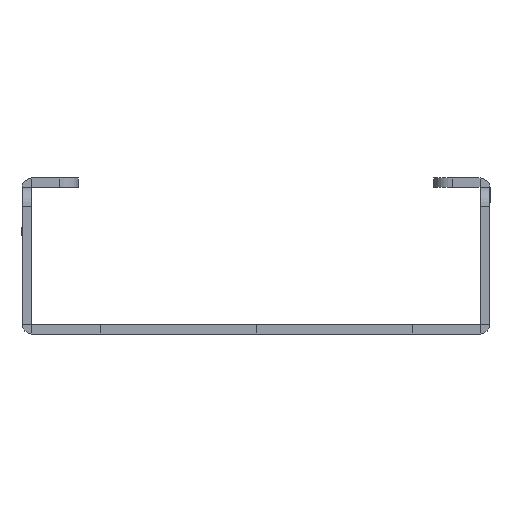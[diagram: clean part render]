
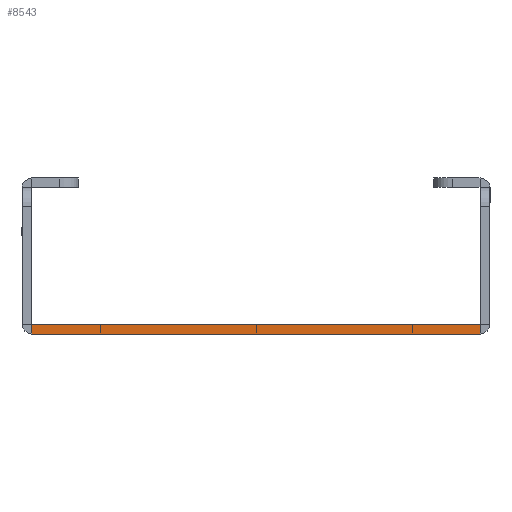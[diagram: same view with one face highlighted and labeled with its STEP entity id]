
A CAD part, left-side view. The second image highlights one B-rep face of the part: STEP entity #8543.
In plain terms, the highlighted planar face has unit normal (-1, 0, 0).
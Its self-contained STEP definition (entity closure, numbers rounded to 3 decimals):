
#1551 = VERTEX_POINT ( 'NONE', #9572 ) ;
#1552 = VERTEX_POINT ( 'NONE', #9573 ) ;
#5725 = AXIS2_PLACEMENT_3D ( 'NONE', #21759, #21769, #21770 ) ;
#6848 = EDGE_CURVE ( 'NONE', #1552, #1551, #14104, .T. ) ;
#8543 = ADVANCED_FACE ( 'NONE', ( #21131 ), #21764, .F. ) ;
#9572 = CARTESIAN_POINT ( 'NONE',  ( -848.5, -35.9, 0. ) ) ;
#9573 = CARTESIAN_POINT ( 'NONE',  ( -848.5, 35.9, 0. ) ) ;
#14075 = VECTOR ( 'NONE', #14841, 1000. ) ;
#14104 = LINE ( 'NONE', #14832, #14075 ) ;
#14832 = CARTESIAN_POINT ( 'NONE',  ( -848.5, 36., 0. ) ) ;
#14841 = DIRECTION ( 'NONE',  ( 0., -1., 0. ) ) ;
#17604 = EDGE_CURVE ( 'NONE', #70773, #70772, #27650, .T. ) ;
#21131 = FACE_OUTER_BOUND ( 'NONE', #51601, .T. ) ;
#21759 = CARTESIAN_POINT ( 'NONE',  ( -848.5, 36., 1.5 ) ) ;
#21764 = PLANE ( 'NONE',  #5725 ) ;
#21769 = DIRECTION ( 'NONE',  ( 1., 0., 0. ) ) ;
#21770 = DIRECTION ( 'NONE',  ( 0., 0., -1. ) ) ;
#26723 = CARTESIAN_POINT ( 'NONE',  ( -848.5, 36., 1.5 ) ) ;
#26724 = DIRECTION ( 'NONE',  ( 0., -1., 0. ) ) ;
#27650 = LINE ( 'NONE', #26723, #27652 ) ;
#27652 = VECTOR ( 'NONE', #26724, 1000. ) ;
#32207 = CARTESIAN_POINT ( 'NONE',  ( -848.5, 35.9, 1.5 ) ) ;
#32209 = DIRECTION ( 'NONE',  ( 0., 0., -1. ) ) ;
#32226 = CARTESIAN_POINT ( 'NONE',  ( -848.5, -35.9, 1.5 ) ) ;
#32228 = DIRECTION ( 'NONE',  ( 0., 0., -1. ) ) ;
#33463 = LINE ( 'NONE', #32226, #33476 ) ;
#33467 = LINE ( 'NONE', #32207, #33468 ) ;
#33468 = VECTOR ( 'NONE', #32209, 1000. ) ;
#33476 = VECTOR ( 'NONE', #32228, 1000. ) ;
#38409 = EDGE_CURVE ( 'NONE', #70773, #1552, #33467, .T. ) ;
#38413 = EDGE_CURVE ( 'NONE', #70772, #1551, #33463, .T. ) ;
#50914 = ORIENTED_EDGE ( 'NONE', *, *, #38413, .F. ) ;
#50936 = ORIENTED_EDGE ( 'NONE', *, *, #17604, .F. ) ;
#50959 = ORIENTED_EDGE ( 'NONE', *, *, #38409, .T. ) ;
#50981 = ORIENTED_EDGE ( 'NONE', *, *, #6848, .T. ) ;
#51601 = EDGE_LOOP ( 'NONE', ( #50914, #50936, #50959, #50981 ) ) ;
#62060 = CARTESIAN_POINT ( 'NONE',  ( -848.5, -35.9, 1.5 ) ) ;
#62061 = CARTESIAN_POINT ( 'NONE',  ( -848.5, 35.9, 1.5 ) ) ;
#70772 = VERTEX_POINT ( 'NONE', #62060 ) ;
#70773 = VERTEX_POINT ( 'NONE', #62061 ) ;
